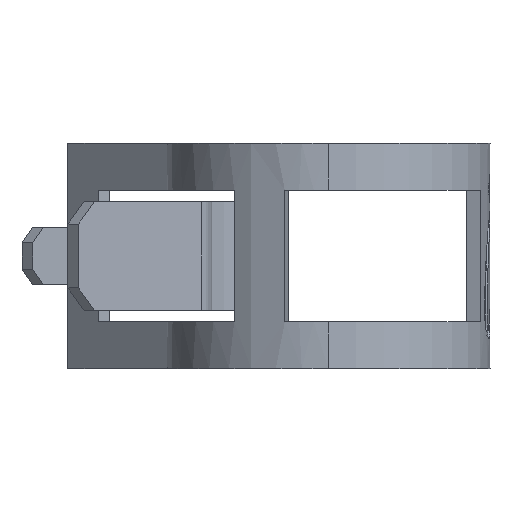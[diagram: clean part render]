
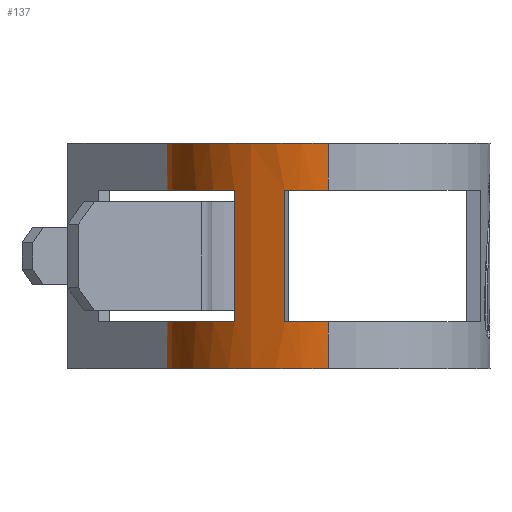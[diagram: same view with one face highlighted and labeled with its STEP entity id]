
A CAD part, left-side view. The second image highlights one B-rep face of the part: STEP entity #137.
In plain terms, the highlighted cylindrical face has radius 8.6 mm (diameter 17.2 mm), a partial arc.
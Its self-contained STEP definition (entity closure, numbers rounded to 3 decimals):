
#137 = ADVANCED_FACE ( 'NONE', ( #3272 ), #4244, .T. ) ;
#295 = CARTESIAN_POINT ( 'NONE',  ( 4.751, 7.169, 6. ) ) ;
#417 = CARTESIAN_POINT ( 'NONE',  ( -8.6, 0., 3.5 ) ) ;
#454 = CARTESIAN_POINT ( 'NONE',  ( 0., 0., -6. ) ) ;
#554 = DIRECTION ( 'NONE',  ( 0., 0., 1. ) ) ;
#793 = DIRECTION ( 'NONE',  ( 1., 0., 0. ) ) ;
#978 = CARTESIAN_POINT ( 'NONE',  ( -6.987, 5.013, 3.5 ) ) ;
#1112 = CARTESIAN_POINT ( 'NONE',  ( 4.751, 7.169, -6. ) ) ;
#1145 = DIRECTION ( 'NONE',  ( 0., 0., -1. ) ) ;
#1250 = DIRECTION ( 'NONE',  ( 1., 0., 0. ) ) ;
#1265 = EDGE_CURVE ( 'NONE', #4892, #1646, #5565, .T. ) ;
#1273 = DIRECTION ( 'NONE',  ( 0., 0., -1. ) ) ;
#1285 = VERTEX_POINT ( 'NONE', #1112 ) ;
#1443 = AXIS2_PLACEMENT_3D ( 'NONE', #1749, #2224, #4569 ) ;
#1521 = CIRCLE ( 'NONE', #4118, 8.6 ) ;
#1549 = VERTEX_POINT ( 'NONE', #5875 ) ;
#1639 = CIRCLE ( 'NONE', #1443, 8.6 ) ;
#1646 = VERTEX_POINT ( 'NONE', #2724 ) ;
#1680 = LINE ( 'NONE', #3594, #4521 ) ;
#1720 = DIRECTION ( 'NONE',  ( 1., 0., 0. ) ) ;
#1749 = CARTESIAN_POINT ( 'NONE',  ( 0., 0., 3.5 ) ) ;
#1797 = EDGE_CURVE ( 'NONE', #1646, #2844, #1639, .T. ) ;
#1807 = CARTESIAN_POINT ( 'NONE',  ( 0., 0., 6. ) ) ;
#1817 = CIRCLE ( 'NONE', #5314, 8.6 ) ;
#1855 = CARTESIAN_POINT ( 'NONE',  ( 0., 0., 6. ) ) ;
#1872 = DIRECTION ( 'NONE',  ( 0., 0., 1. ) ) ;
#1892 = DIRECTION ( 'NONE',  ( 0., 0., -1. ) ) ;
#2025 = AXIS2_PLACEMENT_3D ( 'NONE', #3903, #554, #2457 ) ;
#2087 = LINE ( 'NONE', #5829, #2992 ) ;
#2116 = LINE ( 'NONE', #3974, #3804 ) ;
#2199 = CARTESIAN_POINT ( 'NONE',  ( -8.6, 0., 6. ) ) ;
#2200 = DIRECTION ( 'NONE',  ( 0., 0., -1. ) ) ;
#2220 = CIRCLE ( 'NONE', #5099, 8.6 ) ;
#2224 = DIRECTION ( 'NONE',  ( 0., 0., 1. ) ) ;
#2352 = VERTEX_POINT ( 'NONE', #2610 ) ;
#2376 = CARTESIAN_POINT ( 'NONE',  ( -6.987, 5.013, 6. ) ) ;
#2403 = ORIENTED_EDGE ( 'NONE', *, *, #5914, .F. ) ;
#2430 = VECTOR ( 'NONE', #1872, 1000. ) ;
#2457 = DIRECTION ( 'NONE',  ( 1., 0., 0. ) ) ;
#2576 = CARTESIAN_POINT ( 'NONE',  ( -8.281, 2.321, -3.5 ) ) ;
#2610 = CARTESIAN_POINT ( 'NONE',  ( -8.6, 0., -6. ) ) ;
#2724 = CARTESIAN_POINT ( 'NONE',  ( 4.751, 7.169, 3.5 ) ) ;
#2730 = DIRECTION ( 'NONE',  ( 0., 0., 1. ) ) ;
#2753 = DIRECTION ( 'NONE',  ( -1., 0., 0. ) ) ;
#2756 = VERTEX_POINT ( 'NONE', #2576 ) ;
#2759 = VERTEX_POINT ( 'NONE', #2199 ) ;
#2844 = VERTEX_POINT ( 'NONE', #978 ) ;
#2992 = VECTOR ( 'NONE', #1145, 1000. ) ;
#3006 = AXIS2_PLACEMENT_3D ( 'NONE', #6000, #2730, #793 ) ;
#3104 = ORIENTED_EDGE ( 'NONE', *, *, #3858, .T. ) ;
#3113 = EDGE_CURVE ( 'NONE', #2756, #3615, #2220, .T. ) ;
#3138 = ORIENTED_EDGE ( 'NONE', *, *, #1265, .T. ) ;
#3272 = FACE_OUTER_BOUND ( 'NONE', #3592, .T. ) ;
#3280 = VERTEX_POINT ( 'NONE', #417 ) ;
#3292 = ORIENTED_EDGE ( 'NONE', *, *, #1797, .T. ) ;
#3300 = EDGE_CURVE ( 'NONE', #1285, #2352, #1521, .T. ) ;
#3327 = LINE ( 'NONE', #2376, #2430 ) ;
#3409 = AXIS2_PLACEMENT_3D ( 'NONE', #1855, #3772, #2753 ) ;
#3592 = EDGE_LOOP ( 'NONE', ( #4005, #5446, #3138, #3292, #5448, #4266, #5665, #4310, #4753, #5638, #2403, #3104 ) ) ;
#3594 = CARTESIAN_POINT ( 'NONE',  ( -8.6, 0., 6. ) ) ;
#3615 = VERTEX_POINT ( 'NONE', #5340 ) ;
#3758 = EDGE_CURVE ( 'NONE', #2759, #3280, #1680, .T. ) ;
#3772 = DIRECTION ( 'NONE',  ( 0., 0., -1. ) ) ;
#3804 = VECTOR ( 'NONE', #4499, 1000. ) ;
#3858 = EDGE_CURVE ( 'NONE', #1549, #3280, #4622, .T. ) ;
#3903 = CARTESIAN_POINT ( 'NONE',  ( 0., 0., 3.5 ) ) ;
#3974 = CARTESIAN_POINT ( 'NONE',  ( -8.281, 2.321, 6. ) ) ;
#4005 = ORIENTED_EDGE ( 'NONE', *, *, #3758, .F. ) ;
#4091 = VERTEX_POINT ( 'NONE', #4639 ) ;
#4118 = AXIS2_PLACEMENT_3D ( 'NONE', #454, #4807, #4240 ) ;
#4140 = EDGE_CURVE ( 'NONE', #5833, #1285, #4578, .T. ) ;
#4198 = CIRCLE ( 'NONE', #3006, 8.6 ) ;
#4240 = DIRECTION ( 'NONE',  ( 1., 0., 0. ) ) ;
#4244 = CYLINDRICAL_SURFACE ( 'NONE', #3409, 8.6 ) ;
#4266 = ORIENTED_EDGE ( 'NONE', *, *, #5988, .F. ) ;
#4310 = ORIENTED_EDGE ( 'NONE', *, *, #3300, .T. ) ;
#4386 = EDGE_CURVE ( 'NONE', #4892, #2759, #1817, .T. ) ;
#4420 = EDGE_CURVE ( 'NONE', #4091, #2844, #3327, .T. ) ;
#4499 = DIRECTION ( 'NONE',  ( 0., 0., -1. ) ) ;
#4521 = VECTOR ( 'NONE', #1273, 1000. ) ;
#4569 = DIRECTION ( 'NONE',  ( 1., 0., 0. ) ) ;
#4578 = LINE ( 'NONE', #295, #5011 ) ;
#4622 = CIRCLE ( 'NONE', #2025, 8.6 ) ;
#4639 = CARTESIAN_POINT ( 'NONE',  ( -6.987, 5.013, -3.5 ) ) ;
#4753 = ORIENTED_EDGE ( 'NONE', *, *, #4948, .F. ) ;
#4807 = DIRECTION ( 'NONE',  ( 0., 0., 1. ) ) ;
#4852 = CARTESIAN_POINT ( 'NONE',  ( 4.751, 7.169, 6. ) ) ;
#4892 = VERTEX_POINT ( 'NONE', #4852 ) ;
#4948 = EDGE_CURVE ( 'NONE', #3615, #2352, #2087, .T. ) ;
#5011 = VECTOR ( 'NONE', #2200, 1000. ) ;
#5099 = AXIS2_PLACEMENT_3D ( 'NONE', #5522, #5662, #1250 ) ;
#5137 = CARTESIAN_POINT ( 'NONE',  ( 4.751, 7.169, 6. ) ) ;
#5314 = AXIS2_PLACEMENT_3D ( 'NONE', #1807, #6041, #1720 ) ;
#5340 = CARTESIAN_POINT ( 'NONE',  ( -8.6, 0., -3.5 ) ) ;
#5446 = ORIENTED_EDGE ( 'NONE', *, *, #4386, .F. ) ;
#5448 = ORIENTED_EDGE ( 'NONE', *, *, #4420, .F. ) ;
#5522 = CARTESIAN_POINT ( 'NONE',  ( 0., 0., -3.5 ) ) ;
#5565 = LINE ( 'NONE', #5137, #6100 ) ;
#5638 = ORIENTED_EDGE ( 'NONE', *, *, #3113, .F. ) ;
#5662 = DIRECTION ( 'NONE',  ( 0., 0., 1. ) ) ;
#5665 = ORIENTED_EDGE ( 'NONE', *, *, #4140, .T. ) ;
#5829 = CARTESIAN_POINT ( 'NONE',  ( -8.6, 0., 6. ) ) ;
#5833 = VERTEX_POINT ( 'NONE', #5856 ) ;
#5856 = CARTESIAN_POINT ( 'NONE',  ( 4.751, 7.169, -3.5 ) ) ;
#5875 = CARTESIAN_POINT ( 'NONE',  ( -8.281, 2.321, 3.5 ) ) ;
#5914 = EDGE_CURVE ( 'NONE', #1549, #2756, #2116, .T. ) ;
#5988 = EDGE_CURVE ( 'NONE', #5833, #4091, #4198, .T. ) ;
#6000 = CARTESIAN_POINT ( 'NONE',  ( 0., 0., -3.5 ) ) ;
#6041 = DIRECTION ( 'NONE',  ( 0., 0., 1. ) ) ;
#6100 = VECTOR ( 'NONE', #1892, 1000. ) ;
